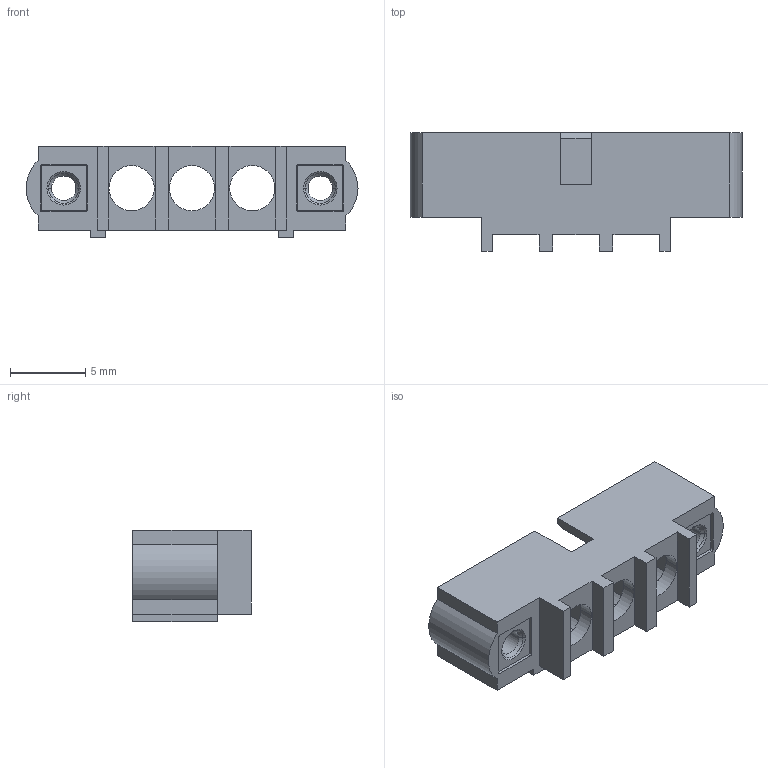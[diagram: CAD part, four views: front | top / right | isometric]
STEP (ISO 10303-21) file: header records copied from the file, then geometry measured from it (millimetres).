
FILE_DESCRIPTION((''),'2;1');
FILE_NAME('M80-273M103-00-00_ASM','2020-04-23T11:45:58',('ralexander'),(''),'CREO PARAMETRIC BY PTC INC, 2019344','CREO PARAMETRIC BY PTC INC, 2019344','');
FILE_SCHEMA(('CONFIG_CONTROL_DESIGN','SHAPE_APPEARANCE_LAYERS_GROUPS'));
Length unit declared in the file: millimetre
Products named in the file (3): M80-273-03-00-00; M80-210; M80-273M103-00-00_ASM
Assembly tree (3 placements, depth 2):
  M80-273M103-00-00_ASM
    M80-273-03-00-00
    M80-210  x2
Bounding box: 22 x 7.85 x 6.05 mm (x, y, z)
Volume: 450 mm3; surface area: 1097.2 mm2
Topology: 3 solids, 5 shells, 173 faces, 443 edges, 284 vertices
Faces by surface type: plane 105, cylinder 52, cone 16
Entity records: 5753 total; most frequent: CARTESIAN_POINT 822, DIRECTION 783, ORIENTED_EDGE 750, PRESENTATION_STYLE_ASSIGNMENT 380, STYLED_ITEM 380, CURVE_STYLE 377, EDGE_CURVE 377, VECTOR 265
